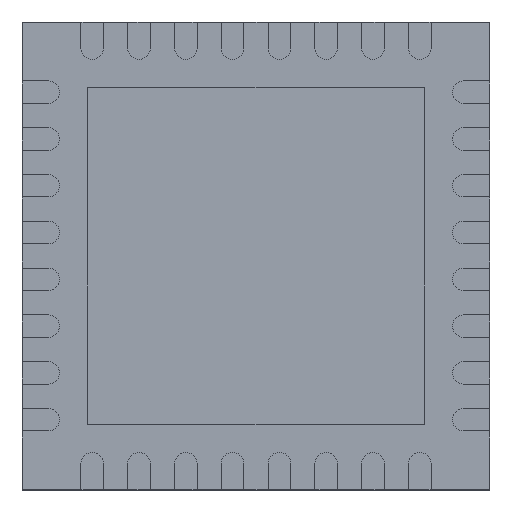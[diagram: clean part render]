
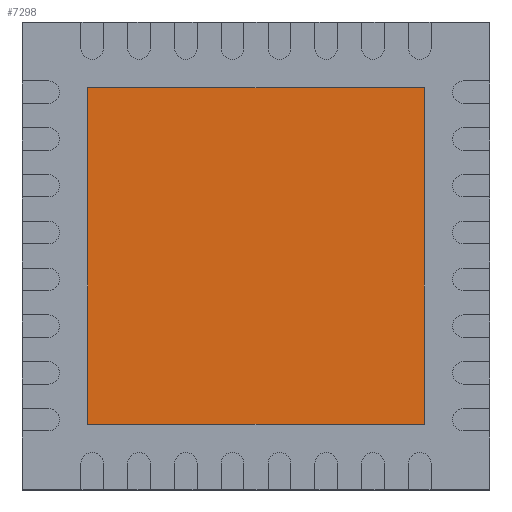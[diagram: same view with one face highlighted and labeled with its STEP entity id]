
A CAD part, top view. The second image highlights one B-rep face of the part: STEP entity #7298.
In plain terms, the highlighted planar face has unit normal (0, 0, 1).
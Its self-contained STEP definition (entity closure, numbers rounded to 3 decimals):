
#107 = VECTOR ( 'NONE', #8040, 1000. ) ;
#369 = CARTESIAN_POINT ( 'NONE',  ( 2.5, 1.8, 0.475 ) ) ;
#633 = CARTESIAN_POINT ( 'NONE',  ( -1.8, -1.8, 0.475 ) ) ;
#1517 = EDGE_LOOP ( 'NONE', ( #4969, #5878, #7133, #7982 ) ) ;
#2600 = CARTESIAN_POINT ( 'NONE',  ( -1.8, 1.8, 0.475 ) ) ;
#2877 = VERTEX_POINT ( 'NONE', #12567 ) ;
#3170 = LINE ( 'NONE', #11576, #12919 ) ;
#3497 = CARTESIAN_POINT ( 'NONE',  ( 1.8, 2.5, 0.475 ) ) ;
#3569 = LINE ( 'NONE', #3497, #10933 ) ;
#3981 = EDGE_CURVE ( 'NONE', #2877, #4058, #9472, .T. ) ;
#4058 = VERTEX_POINT ( 'NONE', #2600 ) ;
#4358 = VECTOR ( 'NONE', #10885, 1000. ) ;
#4969 = ORIENTED_EDGE ( 'NONE', *, *, #12302, .T. ) ;
#5878 = ORIENTED_EDGE ( 'NONE', *, *, #9516, .T. ) ;
#5932 = DIRECTION ( 'NONE',  ( -1., 0., 0. ) ) ;
#6764 = VERTEX_POINT ( 'NONE', #633 ) ;
#6994 = DIRECTION ( 'NONE',  ( 0., 0., -1. ) ) ;
#7133 = ORIENTED_EDGE ( 'NONE', *, *, #3981, .T. ) ;
#7184 = CARTESIAN_POINT ( 'NONE',  ( 2.5, -1.8, 0.475 ) ) ;
#7298 = ADVANCED_FACE ( 'NONE', ( #11072 ), #11971, .F. ) ;
#7444 = EDGE_CURVE ( 'NONE', #4058, #6764, #3170, .T. ) ;
#7982 = ORIENTED_EDGE ( 'NONE', *, *, #7444, .T. ) ;
#8040 = DIRECTION ( 'NONE',  ( -1., 0., 0. ) ) ;
#8158 = AXIS2_PLACEMENT_3D ( 'NONE', #10821, #6994, #5932 ) ;
#8275 = CARTESIAN_POINT ( 'NONE',  ( 1.8, -1.8, 0.475 ) ) ;
#9190 = LINE ( 'NONE', #7184, #4358 ) ;
#9472 = LINE ( 'NONE', #369, #107 ) ;
#9516 = EDGE_CURVE ( 'NONE', #10962, #2877, #3569, .T. ) ;
#10349 = DIRECTION ( 'NONE',  ( 0., -1., 0. ) ) ;
#10821 = CARTESIAN_POINT ( 'NONE',  ( 2.5, 2.5, 0.475 ) ) ;
#10885 = DIRECTION ( 'NONE',  ( 1., 0., 0. ) ) ;
#10933 = VECTOR ( 'NONE', #11533, 1000. ) ;
#10962 = VERTEX_POINT ( 'NONE', #8275 ) ;
#11072 = FACE_OUTER_BOUND ( 'NONE', #1517, .T. ) ;
#11533 = DIRECTION ( 'NONE',  ( 0., 1., 0. ) ) ;
#11576 = CARTESIAN_POINT ( 'NONE',  ( -1.8, 2.5, 0.475 ) ) ;
#11971 = PLANE ( 'NONE',  #8158 ) ;
#12302 = EDGE_CURVE ( 'NONE', #6764, #10962, #9190, .T. ) ;
#12567 = CARTESIAN_POINT ( 'NONE',  ( 1.8, 1.8, 0.475 ) ) ;
#12919 = VECTOR ( 'NONE', #10349, 1000. ) ;
